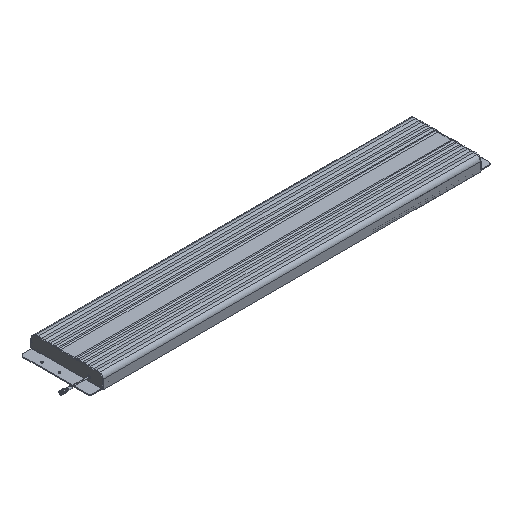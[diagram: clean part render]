
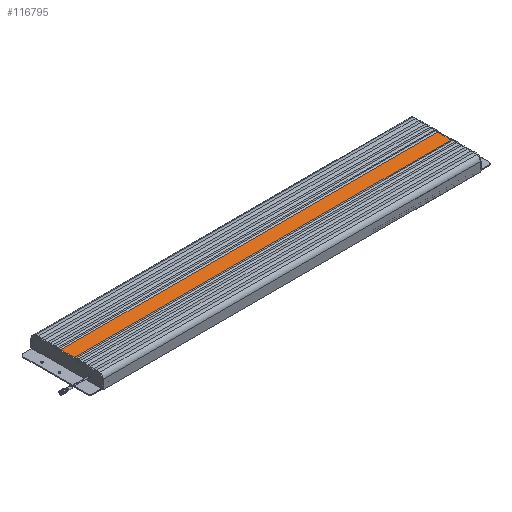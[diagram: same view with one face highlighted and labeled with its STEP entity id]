
A CAD part, isometric view. The second image highlights one B-rep face of the part: STEP entity #116795.
In plain terms, the highlighted planar face has unit normal (0, 0, 1).
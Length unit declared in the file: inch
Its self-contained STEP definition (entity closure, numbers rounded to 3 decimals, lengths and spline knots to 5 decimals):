
#11613 = CARTESIAN_POINT ( 'NONE',  ( 490.61909, -327.11277, 1.17915 ) ) ;
#12356 = CARTESIAN_POINT ( 'NONE',  ( 457.35137, -330.45923, 1.17915 ) ) ;
#14276 = EDGE_CURVE ( 'NONE', #76596, #126939, #40923, .T. ) ;
#16388 = VERTEX_POINT ( 'NONE', #31874 ) ;
#22098 = EDGE_CURVE ( 'NONE', #59907, #76596, #101500, .T. ) ;
#22731 = FACE_OUTER_BOUND ( 'NONE', #64515, .T. ) ;
#31874 = CARTESIAN_POINT ( 'NONE',  ( 457.35137, -327.11277, 1.17915 ) ) ;
#34188 = ORIENTED_EDGE ( 'NONE', *, *, #22098, .F. ) ;
#34665 = DIRECTION ( 'NONE',  ( 0., -1., 0. ) ) ;
#39935 = CARTESIAN_POINT ( 'NONE',  ( 490.61909, -327.11277, 1.17915 ) ) ;
#40150 = DIRECTION ( 'NONE',  ( -1., 0., 0. ) ) ;
#40923 = LINE ( 'NONE', #101234, #120299 ) ;
#42022 = ORIENTED_EDGE ( 'NONE', *, *, #70111, .T. ) ;
#50398 = LINE ( 'NONE', #51965, #116277 ) ;
#51965 = CARTESIAN_POINT ( 'NONE',  ( 490.61909, -327.11277, 1.17915 ) ) ;
#53102 = DIRECTION ( 'NONE',  ( 0., -1., 0. ) ) ;
#59907 = VERTEX_POINT ( 'NONE', #39935 ) ;
#64515 = EDGE_LOOP ( 'NONE', ( #138363, #42022, #139109, #34188 ) ) ;
#70111 = EDGE_CURVE ( 'NONE', #16388, #126939, #136223, .T. ) ;
#72709 = DIRECTION ( 'NONE',  ( 0., -1., 0. ) ) ;
#76596 = VERTEX_POINT ( 'NONE', #84293 ) ;
#79115 = AXIS2_PLACEMENT_3D ( 'NONE', #11613, #95748, #34665 ) ;
#84293 = CARTESIAN_POINT ( 'NONE',  ( 490.61909, -328.29388, 1.17915 ) ) ;
#87707 = DIRECTION ( 'NONE',  ( -1., 0., 0. ) ) ;
#88039 = CARTESIAN_POINT ( 'NONE',  ( 490.61909, -327.11277, 1.17915 ) ) ;
#95748 = DIRECTION ( 'NONE',  ( 0., 0., -1. ) ) ;
#101234 = CARTESIAN_POINT ( 'NONE',  ( 490.61909, -328.29388, 1.17915 ) ) ;
#101500 = LINE ( 'NONE', #88039, #113678 ) ;
#106022 = CARTESIAN_POINT ( 'NONE',  ( 457.35137, -328.29388, 1.17915 ) ) ;
#106089 = PLANE ( 'NONE',  #79115 ) ;
#113678 = VECTOR ( 'NONE', #53102, 39.37008 ) ;
#116277 = VECTOR ( 'NONE', #87707, 39.37008 ) ;
#116795 = ADVANCED_FACE ( 'NONE', ( #22731 ), #106089, .F. ) ;
#119071 = VECTOR ( 'NONE', #72709, 39.37008 ) ;
#120299 = VECTOR ( 'NONE', #40150, 39.37008 ) ;
#126939 = VERTEX_POINT ( 'NONE', #106022 ) ;
#135465 = EDGE_CURVE ( 'NONE', #59907, #16388, #50398, .T. ) ;
#136223 = LINE ( 'NONE', #12356, #119071 ) ;
#138363 = ORIENTED_EDGE ( 'NONE', *, *, #135465, .T. ) ;
#139109 = ORIENTED_EDGE ( 'NONE', *, *, #14276, .F. ) ;
